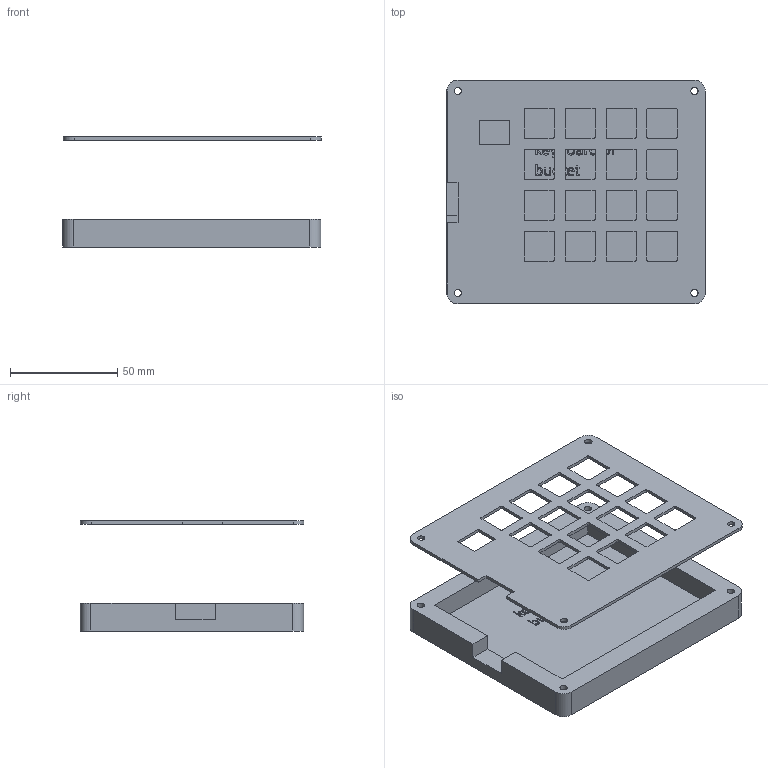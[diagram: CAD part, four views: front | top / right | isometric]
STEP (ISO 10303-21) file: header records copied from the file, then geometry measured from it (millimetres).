
FILE_DESCRIPTION(/* description */ (''),/* implementation_level */ '2;1');
FILE_NAME(/* name */ 'bucket''s keyboard.step',/* time_stamp */ '2026-01-19T22:24:23+05:30',/* author */ (''),/* organization */ (''),/* preprocessor_version */ 'ST-DEVELOPER v20.1',/* originating_system */ 'Autodesk Translation Framework v14.21.0.0',/* authorisation */ '');
FILE_SCHEMA (('AUTOMOTIVE_DESIGN { 1 0 10303 214 3 1 1 }'));
Length unit declared in the file: millimetre
Products named in the file (2): 2026-01-18-13-46-43-111; 2026-01-18-13-47-06-167
Assembly tree (1 placements, depth 2):
  2026-01-18-13-46-43-111
    2026-01-18-13-47-06-167
Bounding box: 120.23 x 104.13 x 51.19 mm (x, y, z)
Volume: 88466.7 mm3; surface area: 55623.9 mm2
Topology: 2 solids, 2 shells, 894 faces, 2586 edges, 1724 vertices
Faces by surface type: bspline 621, plane 189, cylinder 84
Full cylindrical faces by diameter (mm): 3.4 x8, 6 x4
Entity records: 35300 total; most frequent: CARTESIAN_POINT 15764, ORIENTED_EDGE 5172, EDGE_CURVE 2586, DIRECTION 2064, VERTEX_POINT 1724, B_SPLINE_CURVE_WITH_KNOTS 1242, LINE 1176, VECTOR 1176
